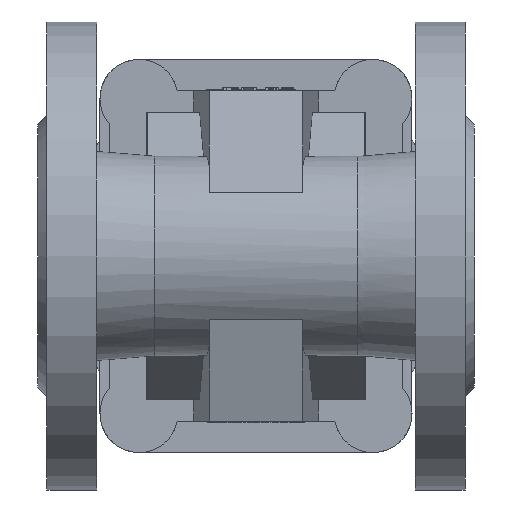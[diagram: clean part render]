
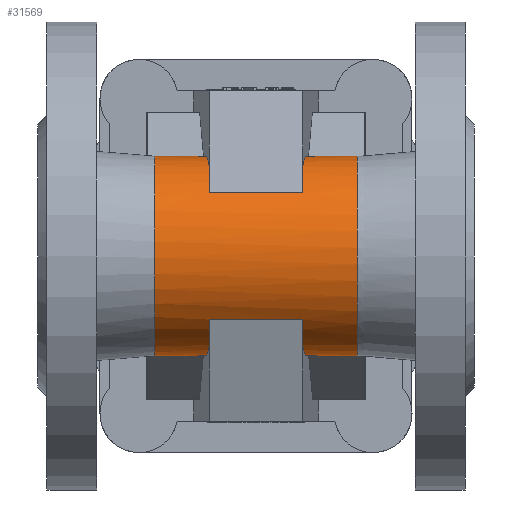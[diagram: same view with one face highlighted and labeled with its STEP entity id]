
A CAD part, front view. The second image highlights one B-rep face of the part: STEP entity #31569.
In plain terms, the highlighted cylindrical face has radius 32 mm (diameter 64 mm), a partial arc.
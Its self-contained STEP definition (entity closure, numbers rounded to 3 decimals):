
#31569=ADVANCED_FACE('',(#57016),#57018,.T.);
#57016=FACE_BOUND('',#57017,.T.);
#57017=EDGE_LOOP('',(#77818,#77819,#77820,#77821,#77822,#77823,#77824,#77825,#77826,
#77827,#77828,#77829,#77830,#77831,#77832,#77833,#77834));
#57018=CYLINDRICAL_SURFACE('',#57019,32.);
#57019=AXIS2_PLACEMENT_3D('',#57020,#57021,#57022);
#57020=CARTESIAN_POINT('',(5101.786,1839.961,-51.51));
#57021=DIRECTION('',(1.,0.,0.));
#57022=DIRECTION('',(0.,1.,0.));
#77818=ORIENTED_EDGE('',*,*,#89177,.F.);
#77819=ORIENTED_EDGE('',*,*,#89178,.F.);
#77820=ORIENTED_EDGE('',*,*,#89179,.F.);
#77821=ORIENTED_EDGE('',*,*,#89180,.F.);
#77822=ORIENTED_EDGE('',*,*,#89181,.F.);
#77823=ORIENTED_EDGE('',*,*,#89182,.F.);
#77824=ORIENTED_EDGE('',*,*,#89183,.F.);
#77825=ORIENTED_EDGE('',*,*,#89184,.F.);
#77826=ORIENTED_EDGE('',*,*,#89185,.F.);
#77827=ORIENTED_EDGE('',*,*,#89186,.F.);
#77828=ORIENTED_EDGE('',*,*,#89187,.F.);
#77829=ORIENTED_EDGE('',*,*,#89188,.F.);
#77830=ORIENTED_EDGE('',*,*,#89189,.F.);
#77831=ORIENTED_EDGE('',*,*,#89190,.F.);
#77832=ORIENTED_EDGE('',*,*,#89191,.F.);
#77833=ORIENTED_EDGE('',*,*,#89192,.T.);
#77834=ORIENTED_EDGE('',*,*,#89193,.T.);
#89177=EDGE_CURVE('',#106617,#106618,#106619,.T.);
#89178=EDGE_CURVE('',#106620,#106617,#106621,.T.);
#89179=EDGE_CURVE('',#106622,#106620,#106623,.T.);
#89180=EDGE_CURVE('',#106624,#106622,#106625,.T.);
#89181=EDGE_CURVE('',#106626,#106624,#106627,.T.);
#89182=EDGE_CURVE('',#106628,#106626,#106629,.T.);
#89183=EDGE_CURVE('',#106630,#106628,#106631,.T.);
#89184=EDGE_CURVE('',#106632,#106630,#106633,.T.);
#89185=EDGE_CURVE('',#106634,#106632,#106635,.T.);
#89186=EDGE_CURVE('',#106636,#106634,#106637,.T.);
#89187=EDGE_CURVE('',#106638,#106636,#106639,.T.);
#89188=EDGE_CURVE('',#106640,#106638,#106641,.T.);
#89189=EDGE_CURVE('',#106642,#106640,#106643,.T.);
#89190=EDGE_CURVE('',#106644,#106642,#106645,.T.);
#89191=EDGE_CURVE('',#106646,#106644,#106647,.T.);
#89192=EDGE_CURVE('',#106646,#106648,#106649,.T.);
#89193=EDGE_CURVE('',#106648,#106618,#106650,.T.);
#106617=VERTEX_POINT('',#144956);
#106618=VERTEX_POINT('',#144957);
#106619=LINE('',#144958,#144959);
#106620=VERTEX_POINT('',#144961);
#106621=(BOUNDED_CURVE()B_SPLINE_CURVE(3,
(#144962,#144963,#144964,#144965),
.UNSPECIFIED.,.F.,.F.)B_SPLINE_CURVE_WITH_KNOTS((4,4),
(0.,1.),
.UNSPECIFIED.)CURVE()GEOMETRIC_REPRESENTATION_ITEM()RATIONAL_B_SPLINE_CURVE((1.,
0.943,0.943,1.))REPRESENTATION_ITEM(''));
#106622=VERTEX_POINT('',#144966);
#106623=CIRCLE('',#144967,32.);
#106624=VERTEX_POINT('',#144971);
#106625=LINE('',#144972,#144973);
#106626=VERTEX_POINT('',#144975);
#106627=CIRCLE('',#144976,32.);
#106628=VERTEX_POINT('',#144980);
#106629=(BOUNDED_CURVE()B_SPLINE_CURVE(3,
(#144981,#144982,#144983,#144984),
.UNSPECIFIED.,.F.,.F.)B_SPLINE_CURVE_WITH_KNOTS((4,4),
(0.,1.),
.UNSPECIFIED.)CURVE()GEOMETRIC_REPRESENTATION_ITEM()RATIONAL_B_SPLINE_CURVE((1.,
0.943,0.943,1.))REPRESENTATION_ITEM(''));
#106630=VERTEX_POINT('',#144985);
#106631=LINE('',#144986,#144987);
#106632=VERTEX_POINT('',#144989);
#106633=CIRCLE('',#144990,32.);
#106634=VERTEX_POINT('',#144994);
#106635=LINE('',#144995,#144996);
#106636=VERTEX_POINT('',#144998);
#106637=(BOUNDED_CURVE()B_SPLINE_CURVE(3,
(#144999,#145000,#145001,#145002),
.UNSPECIFIED.,.F.,.F.)B_SPLINE_CURVE_WITH_KNOTS((4,4),
(0.,1.),
.UNSPECIFIED.)CURVE()GEOMETRIC_REPRESENTATION_ITEM()RATIONAL_B_SPLINE_CURVE((1.,
0.943,0.943,1.))REPRESENTATION_ITEM(''));
#106638=VERTEX_POINT('',#145003);
#106639=CIRCLE('',#145004,32.);
#106640=VERTEX_POINT('',#145008);
#106641=LINE('',#145009,#145010);
#106642=VERTEX_POINT('',#145012);
#106643=CIRCLE('',#145013,32.);
#106644=VERTEX_POINT('',#145017);
#106645=(BOUNDED_CURVE()B_SPLINE_CURVE(3,
(#145018,#145019,#145020,#145021),
.UNSPECIFIED.,.F.,.F.)B_SPLINE_CURVE_WITH_KNOTS((4,4),
(0.,1.),
.UNSPECIFIED.)CURVE()GEOMETRIC_REPRESENTATION_ITEM()RATIONAL_B_SPLINE_CURVE((1.,
0.943,0.943,1.))REPRESENTATION_ITEM(''));
#106646=VERTEX_POINT('',#145022);
#106647=LINE('',#145023,#145024);
#106648=VERTEX_POINT('',#145026);
#106649=CIRCLE('',#145027,32.);
#106650=CIRCLE('',#145031,32.);
#144956=CARTESIAN_POINT('',(5085.174,1851.246,-81.454));
#144957=CARTESIAN_POINT('',(5069.286,1851.246,-81.454));
#144958=CARTESIAN_POINT('',(5085.174,1851.246,-81.454));
#144959=VECTOR('',#144960,1.);
#144960=DIRECTION('',(-1.,0.,0.));
#144961=CARTESIAN_POINT('',(5086.786,1825.456,-80.034));
#144962=CARTESIAN_POINT('',(5086.786,1825.456,-80.034));
#144963=CARTESIAN_POINT('',(5086.277,1833.592,-84.171));
#144964=CARTESIAN_POINT('',(5085.707,1842.705,-84.673));
#144965=CARTESIAN_POINT('',(5085.174,1851.246,-81.454));
#144966=CARTESIAN_POINT('',(5086.786,1815.312,-71.917));
#144967=AXIS2_PLACEMENT_3D('',#144968,#144969,#144970);
#144968=CARTESIAN_POINT('',(5086.786,1839.961,-51.51));
#144969=DIRECTION('',(1.,0.,0.));
#144970=DIRECTION('',(0.,-0.77,-0.638));
#144971=CARTESIAN_POINT('',(5116.786,1815.312,-71.917));
#144972=CARTESIAN_POINT('',(5116.786,1815.312,-71.917));
#144973=VECTOR('',#144974,1.);
#144974=DIRECTION('',(-1.,0.,0.));
#144975=CARTESIAN_POINT('',(5116.786,1825.456,-80.034));
#144976=AXIS2_PLACEMENT_3D('',#144977,#144978,#144979);
#144977=CARTESIAN_POINT('',(5116.786,1839.961,-51.51));
#144978=DIRECTION('',(-1.,0.,0.));
#144979=DIRECTION('',(0.,-0.453,-0.891));
#144980=CARTESIAN_POINT('',(5118.397,1851.246,-81.454));
#144981=CARTESIAN_POINT('',(5118.397,1851.246,-81.454));
#144982=CARTESIAN_POINT('',(5117.864,1842.705,-84.673));
#144983=CARTESIAN_POINT('',(5117.294,1833.592,-84.171));
#144984=CARTESIAN_POINT('',(5116.786,1825.456,-80.034));
#144985=CARTESIAN_POINT('',(5134.286,1851.246,-81.454));
#144986=CARTESIAN_POINT('',(5134.286,1851.246,-81.454));
#144987=VECTOR('',#144988,1.);
#144988=DIRECTION('',(-1.,0.,0.));
#144989=CARTESIAN_POINT('',(5134.286,1851.246,-21.566));
#144990=AXIS2_PLACEMENT_3D('',#144991,#144992,#144993);
#144991=CARTESIAN_POINT('',(5134.286,1839.961,-51.51));
#144992=DIRECTION('',(1.,0.,0.));
#144993=DIRECTION('',(0.,0.353,0.936));
#144994=CARTESIAN_POINT('',(5118.397,1851.246,-21.566));
#144995=CARTESIAN_POINT('',(5118.397,1851.246,-21.566));
#144996=VECTOR('',#144997,1.);
#144997=DIRECTION('',(1.,0.,0.));
#144998=CARTESIAN_POINT('',(5116.786,1825.456,-22.986));
#144999=CARTESIAN_POINT('',(5116.786,1825.456,-22.986));
#145000=CARTESIAN_POINT('',(5117.294,1833.592,-18.849));
#145001=CARTESIAN_POINT('',(5117.864,1842.705,-18.347));
#145002=CARTESIAN_POINT('',(5118.397,1851.246,-21.566));
#145003=CARTESIAN_POINT('',(5116.786,1815.312,-31.103));
#145004=AXIS2_PLACEMENT_3D('',#145005,#145006,#145007);
#145005=CARTESIAN_POINT('',(5116.786,1839.961,-51.51));
#145006=DIRECTION('',(-1.,0.,0.));
#145007=DIRECTION('',(0.,-0.77,0.638));
#145008=CARTESIAN_POINT('',(5086.786,1815.312,-31.103));
#145009=CARTESIAN_POINT('',(5086.786,1815.312,-31.103));
#145010=VECTOR('',#145011,1.);
#145011=DIRECTION('',(1.,0.,0.));
#145012=CARTESIAN_POINT('',(5086.786,1825.456,-22.986));
#145013=AXIS2_PLACEMENT_3D('',#145014,#145015,#145016);
#145014=CARTESIAN_POINT('',(5086.786,1839.961,-51.51));
#145015=DIRECTION('',(1.,0.,0.));
#145016=DIRECTION('',(0.,-0.453,0.891));
#145017=CARTESIAN_POINT('',(5085.174,1851.246,-21.566));
#145018=CARTESIAN_POINT('',(5085.174,1851.246,-21.566));
#145019=CARTESIAN_POINT('',(5085.707,1842.705,-18.347));
#145020=CARTESIAN_POINT('',(5086.277,1833.592,-18.849));
#145021=CARTESIAN_POINT('',(5086.786,1825.456,-22.986));
#145022=CARTESIAN_POINT('',(5069.286,1851.246,-21.566));
#145023=CARTESIAN_POINT('',(5069.286,1851.246,-21.566));
#145024=VECTOR('',#145025,1.);
#145025=DIRECTION('',(1.,0.,0.));
#145026=CARTESIAN_POINT('',(5069.286,1808.484,-57.271));
#145027=AXIS2_PLACEMENT_3D('',#145028,#145029,#145030);
#145028=CARTESIAN_POINT('',(5069.286,1839.961,-51.51));
#145029=DIRECTION('',(1.,0.,0.));
#145030=DIRECTION('',(0.,0.353,0.936));
#145031=AXIS2_PLACEMENT_3D('',#145032,#145033,#145034);
#145032=CARTESIAN_POINT('',(5069.286,1839.961,-51.51));
#145033=DIRECTION('',(1.,0.,0.));
#145034=DIRECTION('',(0.,-0.984,-0.18));
